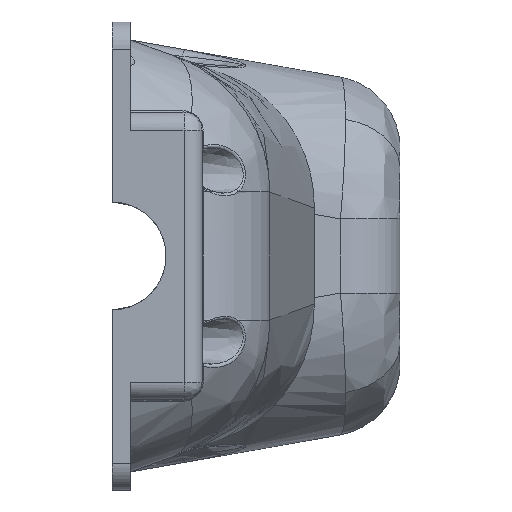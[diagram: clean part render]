
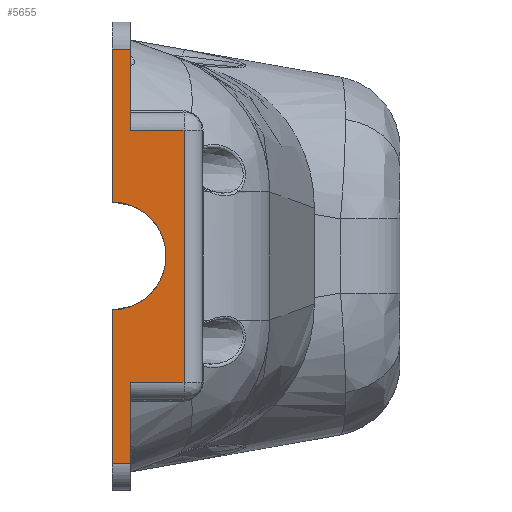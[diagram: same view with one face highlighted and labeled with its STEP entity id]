
A CAD part, left-side view. The second image highlights one B-rep face of the part: STEP entity #5655.
In plain terms, the highlighted free-form (B-spline) face has degree [1, 1] with [2, 2] control points.
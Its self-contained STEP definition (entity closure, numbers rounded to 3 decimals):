
#2618 = EDGE_CURVE('',#2619,#2621,#2623,.T.);
#2619 = VERTEX_POINT('',#2620);
#2620 = CARTESIAN_POINT('',(-411.51,12.76,
    -38.28));
#2621 = VERTEX_POINT('',#2622);
#2622 = CARTESIAN_POINT('',(-411.51,12.76,
    38.28));
#2623 = ( BOUNDED_CURVE() B_SPLINE_CURVE(2,(#2624,#2625,#2626,#2627,
#2628),.UNSPECIFIED.,.F.,.F.) B_SPLINE_CURVE_WITH_KNOTS((3,2,3),(
    3.142,4.712,6.283),
.PIECEWISE_BEZIER_KNOTS.) CURVE() GEOMETRIC_REPRESENTATION_ITEM() 
RATIONAL_B_SPLINE_CURVE((1.,0.707,1.,0.707,1.)) 
REPRESENTATION_ITEM('') );
#2624 = CARTESIAN_POINT('',(-411.51,12.76,
    -38.28));
#2625 = CARTESIAN_POINT('',(-411.51,-25.52,
    -38.28));
#2626 = CARTESIAN_POINT('',(-411.51,-25.52,
    0.));
#2627 = CARTESIAN_POINT('',(-411.51,-25.52,
    38.28));
#2628 = CARTESIAN_POINT('',(-411.51,12.76,
    38.28));
#2861 = VERTEX_POINT('',#2862);
#2862 = CARTESIAN_POINT('',(-411.51,12.76,
    -146.74));
#2868 = EDGE_CURVE('',#2861,#2619,#2869,.T.);
#2869 = B_SPLINE_CURVE_WITH_KNOTS('',1,(#2870,#2871),.UNSPECIFIED.,.F.,
  .F.,(2,2),(0.,85.),.PIECEWISE_BEZIER_KNOTS.);
#2870 = CARTESIAN_POINT('',(-411.51,12.76,
    -146.74));
#2871 = CARTESIAN_POINT('',(-411.51,12.76,
    -38.28));
#3566 = VERTEX_POINT('',#3567);
#3567 = CARTESIAN_POINT('',(-411.51,0.,146.74));
#3573 = EDGE_CURVE('',#3574,#3566,#3576,.T.);
#3574 = VERTEX_POINT('',#3575);
#3575 = CARTESIAN_POINT('',(-411.51,0.,89.32));
#3576 = B_SPLINE_CURVE_WITH_KNOTS('',1,(#3577,#3578),.UNSPECIFIED.,.F.,
  .F.,(2,2),(185.,230.),.PIECEWISE_BEZIER_KNOTS.);
#3577 = CARTESIAN_POINT('',(-411.51,0.,89.32));
#3578 = CARTESIAN_POINT('',(-411.51,0.,146.74));
#5247 = VERTEX_POINT('',#5248);
#5248 = CARTESIAN_POINT('',(-411.51,0.,-89.32));
#5254 = EDGE_CURVE('',#5255,#5247,#5257,.T.);
#5255 = VERTEX_POINT('',#5256);
#5256 = CARTESIAN_POINT('',(-411.51,0.,-146.74));
#5257 = B_SPLINE_CURVE_WITH_KNOTS('',1,(#5258,#5259),.UNSPECIFIED.,.F.,
  .F.,(2,2),(0.,45.),.PIECEWISE_BEZIER_KNOTS.);
#5258 = CARTESIAN_POINT('',(-411.51,0.,-146.74));
#5259 = CARTESIAN_POINT('',(-411.51,0.,-89.32));
#5638 = EDGE_CURVE('',#2861,#5255,#5639,.T.);
#5639 = B_SPLINE_CURVE_WITH_KNOTS('',1,(#5640,#5641),.UNSPECIFIED.,.F.,
  .F.,(2,2),(-0.,10.),.PIECEWISE_BEZIER_KNOTS.);
#5640 = CARTESIAN_POINT('',(-411.51,12.76,
    -146.74));
#5641 = CARTESIAN_POINT('',(-411.51,0.,-146.74));
#5655 = ADVANCED_FACE('',(#5656),#5694,.F.);
#5656 = FACE_BOUND('',#5657,.T.);
#5657 = EDGE_LOOP('',(#5658,#5665,#5666,#5667,#5668,#5669,#5676,#5683,
    #5688,#5689));
#5658 = ORIENTED_EDGE('',*,*,#5659,.F.);
#5659 = EDGE_CURVE('',#2621,#5660,#5662,.T.);
#5660 = VERTEX_POINT('',#5661);
#5661 = CARTESIAN_POINT('',(-411.51,12.76,
    146.74));
#5662 = B_SPLINE_CURVE_WITH_KNOTS('',1,(#5663,#5664),.UNSPECIFIED.,.F.,
  .F.,(2,2),(145.,230.),.PIECEWISE_BEZIER_KNOTS.);
#5663 = CARTESIAN_POINT('',(-411.51,12.76,
    38.28));
#5664 = CARTESIAN_POINT('',(-411.51,12.76,
    146.74));
#5665 = ORIENTED_EDGE('',*,*,#2618,.F.);
#5666 = ORIENTED_EDGE('',*,*,#2868,.F.);
#5667 = ORIENTED_EDGE('',*,*,#5638,.T.);
#5668 = ORIENTED_EDGE('',*,*,#5254,.T.);
#5669 = ORIENTED_EDGE('',*,*,#5670,.T.);
#5670 = EDGE_CURVE('',#5247,#5671,#5673,.T.);
#5671 = VERTEX_POINT('',#5672);
#5672 = CARTESIAN_POINT('',(-411.51,-38.28,
    -89.32));
#5673 = B_SPLINE_CURVE_WITH_KNOTS('',1,(#5674,#5675),.UNSPECIFIED.,.F.,
  .F.,(2,2),(-40.,-10.),.PIECEWISE_BEZIER_KNOTS.);
#5674 = CARTESIAN_POINT('',(-411.51,0.,-89.32));
#5675 = CARTESIAN_POINT('',(-411.51,-38.28,
    -89.32));
#5676 = ORIENTED_EDGE('',*,*,#5677,.T.);
#5677 = EDGE_CURVE('',#5671,#5678,#5680,.T.);
#5678 = VERTEX_POINT('',#5679);
#5679 = CARTESIAN_POINT('',(-411.51,-38.28,
    89.32));
#5680 = B_SPLINE_CURVE_WITH_KNOTS('',1,(#5681,#5682),.UNSPECIFIED.,.F.,
  .F.,(2,2),(45.,185.),.PIECEWISE_BEZIER_KNOTS.);
#5681 = CARTESIAN_POINT('',(-411.51,-38.28,
    -89.32));
#5682 = CARTESIAN_POINT('',(-411.51,-38.28,
    89.32));
#5683 = ORIENTED_EDGE('',*,*,#5684,.T.);
#5684 = EDGE_CURVE('',#5678,#3574,#5685,.T.);
#5685 = B_SPLINE_CURVE_WITH_KNOTS('',1,(#5686,#5687),.UNSPECIFIED.,.F.,
  .F.,(2,2),(-30.,0.),.PIECEWISE_BEZIER_KNOTS.);
#5686 = CARTESIAN_POINT('',(-411.51,-38.28,
    89.32));
#5687 = CARTESIAN_POINT('',(-411.51,0.,89.32));
#5688 = ORIENTED_EDGE('',*,*,#3573,.T.);
#5689 = ORIENTED_EDGE('',*,*,#5690,.F.);
#5690 = EDGE_CURVE('',#5660,#3566,#5691,.T.);
#5691 = B_SPLINE_CURVE_WITH_KNOTS('',1,(#5692,#5693),.UNSPECIFIED.,.F.,
  .F.,(2,2),(-0.,10.),.PIECEWISE_BEZIER_KNOTS.);
#5692 = CARTESIAN_POINT('',(-411.51,12.76,
    146.74));
#5693 = CARTESIAN_POINT('',(-411.51,0.,146.74));
#5694 = B_SPLINE_SURFACE_WITH_KNOTS('',1,1,(
    (#5695,#5696)
    ,(#5697,#5698
    )),.UNSPECIFIED.,.F.,.F.,.F.,(2,2),(2,2),(-230.,0.),(-40.,
    0.),.PIECEWISE_BEZIER_KNOTS.);
#5695 = CARTESIAN_POINT('',(-411.51,-38.28,
    146.74));
#5696 = CARTESIAN_POINT('',(-411.51,12.76,
    146.74));
#5697 = CARTESIAN_POINT('',(-411.51,-38.28,
    -146.74));
#5698 = CARTESIAN_POINT('',(-411.51,12.76,
    -146.74));
